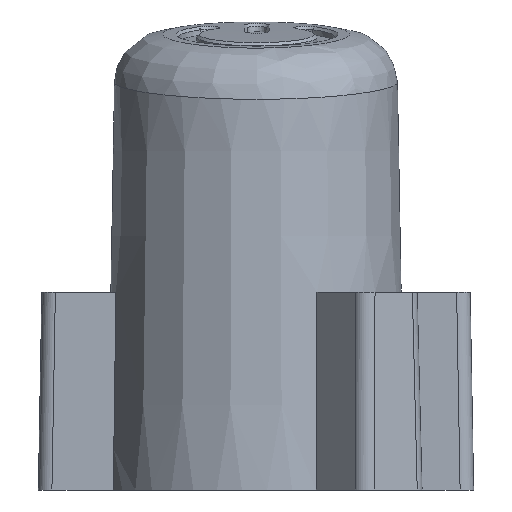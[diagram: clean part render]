
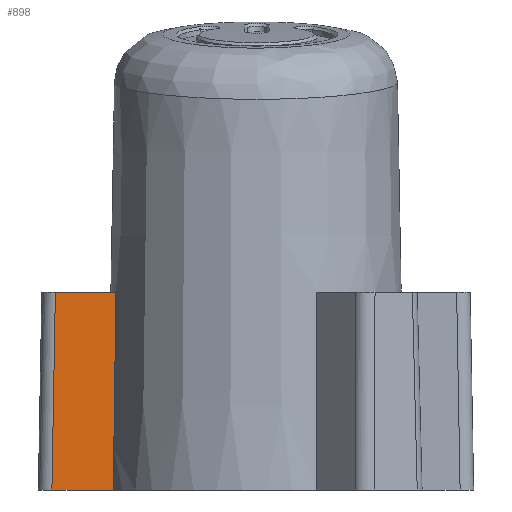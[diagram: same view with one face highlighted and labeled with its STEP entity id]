
A CAD part, front view. The second image highlights one B-rep face of the part: STEP entity #898.
In plain terms, the highlighted planar face has unit normal (0, -1, 0.018).
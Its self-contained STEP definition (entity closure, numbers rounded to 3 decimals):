
#37=(
BOUNDED_CURVE()
B_SPLINE_CURVE(2,(#2259,#2260,#2261),.UNSPECIFIED.,.F.,.F.)
B_SPLINE_CURVE_WITH_KNOTS((3,3),(0.01,0.3),
 .UNSPECIFIED.)
CURVE()
GEOMETRIC_REPRESENTATION_ITEM()
RATIONAL_B_SPLINE_CURVE((1.,1.,1.))
REPRESENTATION_ITEM('')
);
#38=(
BOUNDED_CURVE()
B_SPLINE_CURVE(2,(#2263,#2264,#2265),.UNSPECIFIED.,.F.,.F.)
B_SPLINE_CURVE_WITH_KNOTS((3,3),(77.139,77.263),
 .UNSPECIFIED.)
CURVE()
GEOMETRIC_REPRESENTATION_ITEM()
RATIONAL_B_SPLINE_CURVE((1.,1.,1.))
REPRESENTATION_ITEM('')
);
#78=PLANE('',#966);
#129=FACE_OUTER_BOUND('',#183,.T.);
#183=EDGE_LOOP('',(#820,#821,#822,#823,#824));
#264=LINE('',#2506,#321);
#270=LINE('',#2527,#327);
#273=LINE('',#2532,#330);
#321=VECTOR('',#1053,10.);
#327=VECTOR('',#1073,10.);
#330=VECTOR('',#1080,10.);
#392=VERTEX_POINT('',#2256);
#393=VERTEX_POINT('',#2258);
#394=VERTEX_POINT('',#2262);
#413=VERTEX_POINT('',#2505);
#421=VERTEX_POINT('',#2525);
#502=EDGE_CURVE('',#392,#393,#37,.T.);
#503=EDGE_CURVE('',#393,#394,#38,.F.);
#530=EDGE_CURVE('',#394,#413,#264,.F.);
#541=EDGE_CURVE('',#421,#392,#270,.F.);
#544=EDGE_CURVE('',#413,#421,#273,.T.);
#820=ORIENTED_EDGE('',*,*,#544,.F.);
#821=ORIENTED_EDGE('',*,*,#530,.F.);
#822=ORIENTED_EDGE('',*,*,#503,.F.);
#823=ORIENTED_EDGE('',*,*,#502,.F.);
#824=ORIENTED_EDGE('',*,*,#541,.F.);
#898=ADVANCED_FACE('',(#129),#78,.T.);
#966=AXIS2_PLACEMENT_3D('',#2573,#1130,#1131);
#1053=DIRECTION('',(1.,0.,0.));
#1073=DIRECTION('',(-1.,0.,0.));
#1080=DIRECTION('',(0.017,0.017,1.));
#1130=DIRECTION('center_axis',(0.,-1.,
0.017));
#1131=DIRECTION('ref_axis',(-1.,0.,0.));
#2256=CARTESIAN_POINT('',(-2.595,-31.67,12.44));
#2258=CARTESIAN_POINT('',(-2.633,-31.721,9.54));
#2259=CARTESIAN_POINT('Ctrl Pts',(-2.595,-31.67,12.44));
#2260=CARTESIAN_POINT('Ctrl Pts',(-2.614,-31.695,11.001));
#2261=CARTESIAN_POINT('Ctrl Pts',(-2.633,-31.721,9.54));
#2262=CARTESIAN_POINT('',(-2.643,-31.734,8.79));
#2263=CARTESIAN_POINT('Ctrl Pts',(-2.643,-31.734,8.79));
#2264=CARTESIAN_POINT('Ctrl Pts',(-2.638,-31.727,9.166));
#2265=CARTESIAN_POINT('Ctrl Pts',(-2.633,-31.721,9.54));
#2505=CARTESIAN_POINT('',(-3.775,-31.734,8.79));
#2506=CARTESIAN_POINT('',(-1.322,-31.734,8.79));
#2525=CARTESIAN_POINT('',(-3.711,-31.67,12.44));
#2527=CARTESIAN_POINT('',(-1.322,-31.67,12.44));
#2532=CARTESIAN_POINT('',(-3.761,-31.721,9.548));
#2573=CARTESIAN_POINT('Origin',(-2.633,-31.721,9.54));
